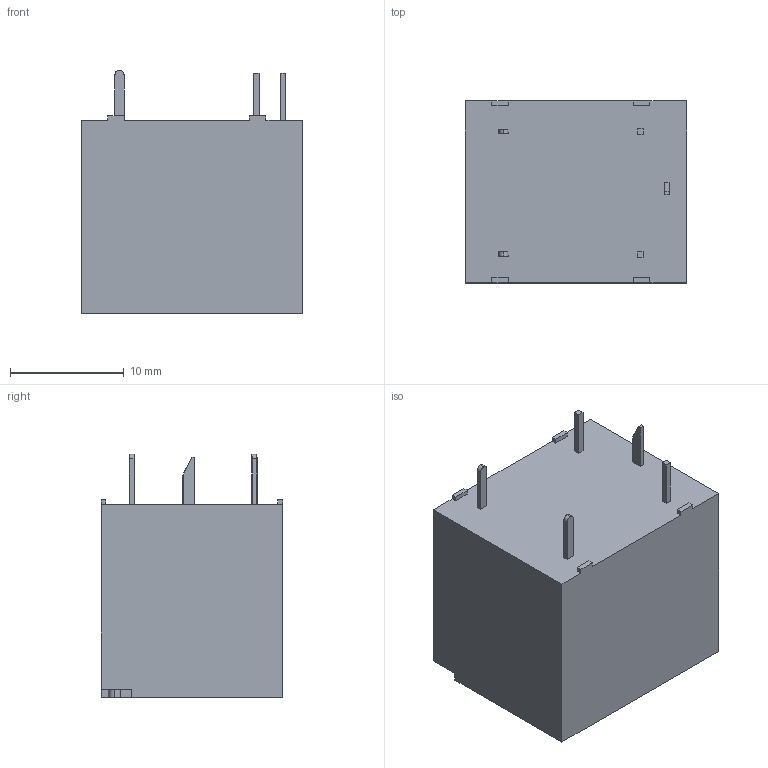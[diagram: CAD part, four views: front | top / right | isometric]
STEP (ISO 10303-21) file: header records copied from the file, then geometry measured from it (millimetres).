
FILE_DESCRIPTION (( 'STEP AP203' ), '1' );
FILE_NAME ('T73-3.STP', '2014-08-29T03:15:43', ( '' ), ( '' ), 'SwSTEP 2.0', 'SolidWorks 2010', '' );
FILE_SCHEMA (( 'CONFIG_CONTROL_DESIGN' ));
Length unit declared in the file: millimetre
Products named in the file (5): T73-3; 錨璃T73-3; 錨璃T73竘盄褐; 錨璃t73揖え褐; 錨璃揖え褐
Assembly tree (6 placements, depth 2):
  T73-3
    錨璃T73竘盄褐  x2
    錨璃揖え褐  x2
    錨璃T73-3
    錨璃t73揖え褐
Bounding box: 19.5 x 16 x 21.4 mm (x, y, z)
Volume: 5304.9 mm3; surface area: 1894.3 mm2
Topology: 6 solids, 6 shells, 67 faces, 156 edges, 104 vertices
Faces by surface type: plane 57, cylinder 10
Entity records: 2136 total; most frequent: CARTESIAN_POINT 278, DIRECTION 271, ORIENTED_EDGE 258, EDGE_CURVE 129, VECTOR 113, LINE 113, VERTEX_POINT 86, AXIS2_PLACEMENT_3D 79
